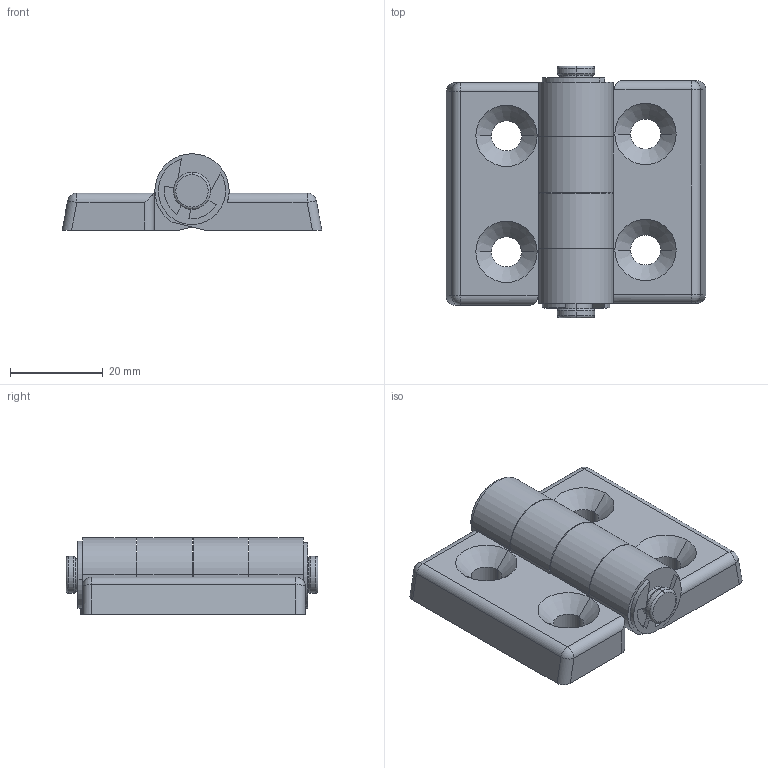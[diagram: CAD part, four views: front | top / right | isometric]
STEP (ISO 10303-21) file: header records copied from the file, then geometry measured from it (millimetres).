
FILE_DESCRIPTION (( 'STEP AP214' ), '1' );
FILE_NAME ('T33 Ïåòëÿ ïëàñòèêîâàÿ 3040.STEP', '2021-12-17T13:11:44', ( 'Ïîëüçîâàòåëü Windows' ), ( '' ), 'SwSTEP 2.0', 'SolidWorks 2021', '' );
FILE_SCHEMA (( 'AUTOMOTIVE_DESIGN' ));
Length unit declared in the file: millimetre
Products named in the file (5): SNSS.30.70.12 ﾏ琿褻 (T33)_00; SNSS.30.70.12 Ïåòëÿ ïëàñòèêîâàÿ ìàëàÿ ÷àñòü(T33)_00; SNSS.30.70.12 Ïåòëÿ ïëàñòèêîâàÿ (T33)_00; T33 Ïåòëÿ ïëàñòèêîâàÿ 3040; SNSS.30.70.12 扻錪犩 (T33)_00
Assembly tree (5 placements, depth 2):
  T33 Ïåòëÿ ïëàñòèêîâàÿ 3040
    SNSS.30.70.12 Ïåòëÿ ïëàñòèêîâàÿ (T33)_00
    SNSS.30.70.12 Ïåòëÿ ïëàñòèêîâàÿ ìàëàÿ ÷àñòü(T33)_00
    SNSS.30.70.12 ﾏ琿褻 (T33)_00
    SNSS.30.70.12 扻錪犩 (T33)_00  x2
Bounding box: 55.97 x 54.25 x 16.5 mm (x, y, z)
Volume: 23519.9 mm3; surface area: 11943 mm2
Topology: 5 solids, 5 shells, 122 faces, 306 edges, 190 vertices
Faces by surface type: cylinder 60, plane 42, cone 8, torus 8, sphere 4
Entity records: 3421 total; most frequent: DIRECTION 601, CARTESIAN_POINT 586, ORIENTED_EDGE 526, EDGE_CURVE 263, AXIS2_PLACEMENT_3D 231, VERTEX_POINT 164, LINE 139, VECTOR 139
